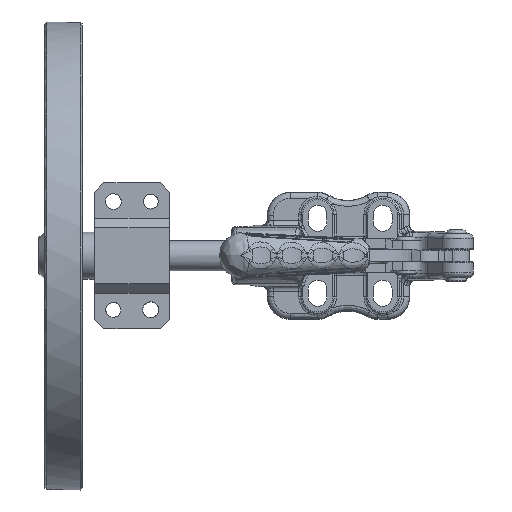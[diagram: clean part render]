
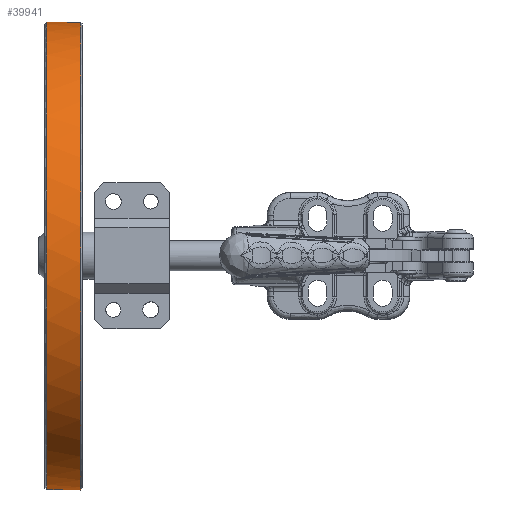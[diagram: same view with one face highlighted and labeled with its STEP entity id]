
A CAD part, top view. The second image highlights one B-rep face of the part: STEP entity #39941.
In plain terms, the highlighted free-form (B-spline) face has degree [2, 1] with [7, 2] control points.
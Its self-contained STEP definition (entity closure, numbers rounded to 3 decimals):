
#39941 = ADVANCED_FACE('',(#39942),#39974,.T.);
#39942 = FACE_BOUND('',#39943,.T.);
#39943 = EDGE_LOOP('',(#39944,#39956,#39963,#39973));
#39944 = ORIENTED_EDGE('',*,*,#39945,.T.);
#39945 = EDGE_CURVE('',#39946,#39946,#39948,.T.);
#39946 = VERTEX_POINT('',#39947);
#39947 = CARTESIAN_POINT('',(-141.692,0.,-162.874));
#39948 = ( BOUNDED_CURVE() B_SPLINE_CURVE(2,(#39949,#39950,#39951,#39952
    ,#39953,#39954,#39955),.UNSPECIFIED.,.T.,.F.) 
B_SPLINE_CURVE_WITH_KNOTS((1,2,2,2,2,1),(-2.094,0.,
    2.094,4.189,6.283,8.378),
.UNSPECIFIED.) CURVE() GEOMETRIC_REPRESENTATION_ITEM() 
RATIONAL_B_SPLINE_CURVE((1.,0.5,1.,0.5,1.,0.5,1.)) REPRESENTATION_ITEM(
  '') );
#39949 = CARTESIAN_POINT('',(-141.692,0.,-162.874));
#39950 = CARTESIAN_POINT('',(-141.692,189.365,
    -162.874));
#39951 = CARTESIAN_POINT('',(-141.692,94.683,
    1.121));
#39952 = CARTESIAN_POINT('',(-141.692,0.,
    165.116));
#39953 = CARTESIAN_POINT('',(-141.692,-94.683,
    1.121));
#39954 = CARTESIAN_POINT('',(-141.692,-189.365,
    -162.874));
#39955 = CARTESIAN_POINT('',(-141.692,0.,-162.874));
#39956 = ORIENTED_EDGE('',*,*,#39957,.T.);
#39957 = EDGE_CURVE('',#39946,#39958,#39960,.T.);
#39958 = VERTEX_POINT('',#39959);
#39959 = CARTESIAN_POINT('',(-125.948,0.,-162.874));
#39960 = B_SPLINE_CURVE_WITH_KNOTS('',1,(#39961,#39962),.UNSPECIFIED.,
  .F.,.F.,(2,2),(1.,19.),.PIECEWISE_BEZIER_KNOTS.);
#39961 = CARTESIAN_POINT('',(-141.692,0.,-162.874));
#39962 = CARTESIAN_POINT('',(-125.948,0.,-162.874));
#39963 = ORIENTED_EDGE('',*,*,#39964,.T.);
#39964 = EDGE_CURVE('',#39958,#39958,#39965,.T.);
#39965 = ( BOUNDED_CURVE() B_SPLINE_CURVE(2,(#39966,#39967,#39968,#39969
    ,#39970,#39971,#39972),.UNSPECIFIED.,.T.,.F.) 
B_SPLINE_CURVE_WITH_KNOTS((1,2,2,2,2,1),(-2.094,0.,
    2.094,4.189,6.283,8.378),
.UNSPECIFIED.) CURVE() GEOMETRIC_REPRESENTATION_ITEM() 
RATIONAL_B_SPLINE_CURVE((1.,0.5,1.,0.5,1.,0.5,1.)) REPRESENTATION_ITEM(
  '') );
#39966 = CARTESIAN_POINT('',(-125.948,0.,-162.874));
#39967 = CARTESIAN_POINT('',(-125.948,-189.365,
    -162.874));
#39968 = CARTESIAN_POINT('',(-125.948,-94.683,
    1.121));
#39969 = CARTESIAN_POINT('',(-125.948,0.,
    165.116));
#39970 = CARTESIAN_POINT('',(-125.948,94.683,
    1.121));
#39971 = CARTESIAN_POINT('',(-125.948,189.365,
    -162.874));
#39972 = CARTESIAN_POINT('',(-125.948,0.,-162.874));
#39973 = ORIENTED_EDGE('',*,*,#39957,.F.);
#39974 = ( BOUNDED_SURFACE() B_SPLINE_SURFACE(2,1,(
    (#39975,#39976)
    ,(#39977,#39978)
    ,(#39979,#39980)
    ,(#39981,#39982)
    ,(#39983,#39984)
    ,(#39985,#39986)
    ,(#39987,#39988
)),.UNSPECIFIED.,.T.,.F.,.F.) B_SPLINE_SURFACE_WITH_KNOTS((1,2,2,2,2,1),
  (2,2),(-2.094,0.,2.094,4.189,6.283,
    8.378),(1.,19.),.UNSPECIFIED.) 
GEOMETRIC_REPRESENTATION_ITEM() RATIONAL_B_SPLINE_SURFACE((
    (1.,1.)
    ,(0.5,0.5)
    ,(1.,1.)
    ,(0.5,0.5)
    ,(1.,1.)
    ,(0.5,0.5)
,(1.,1.))) REPRESENTATION_ITEM('') SURFACE() );
#39975 = CARTESIAN_POINT('',(-141.692,0.,-162.874));
#39976 = CARTESIAN_POINT('',(-125.948,0.,-162.874));
#39977 = CARTESIAN_POINT('',(-141.692,189.365,
    -162.874));
#39978 = CARTESIAN_POINT('',(-125.948,189.365,
    -162.874));
#39979 = CARTESIAN_POINT('',(-141.692,94.683,
    1.121));
#39980 = CARTESIAN_POINT('',(-125.948,94.683,
    1.121));
#39981 = CARTESIAN_POINT('',(-141.692,0.,
    165.116));
#39982 = CARTESIAN_POINT('',(-125.948,0.,
    165.116));
#39983 = CARTESIAN_POINT('',(-141.692,-94.683,
    1.121));
#39984 = CARTESIAN_POINT('',(-125.948,-94.683,
    1.121));
#39985 = CARTESIAN_POINT('',(-141.692,-189.365,
    -162.874));
#39986 = CARTESIAN_POINT('',(-125.948,-189.365,
    -162.874));
#39987 = CARTESIAN_POINT('',(-141.692,0.,-162.874));
#39988 = CARTESIAN_POINT('',(-125.948,0.,-162.874));
